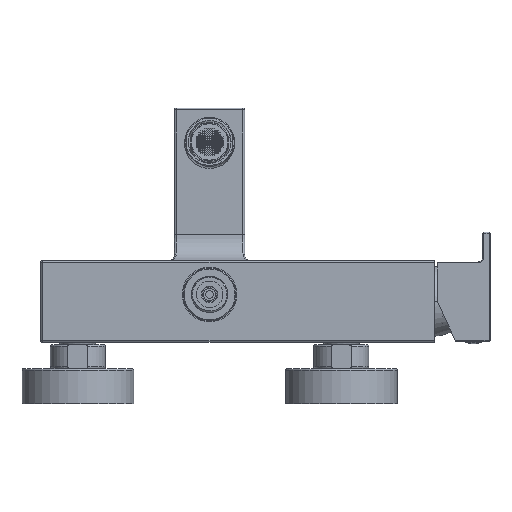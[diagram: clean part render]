
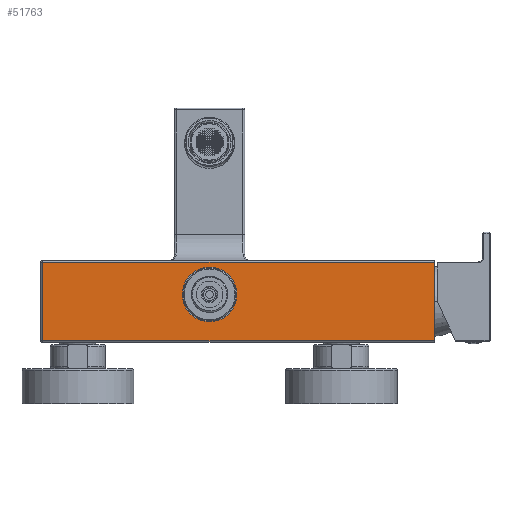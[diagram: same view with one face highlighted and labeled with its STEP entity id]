
A CAD part, front view. The second image highlights one B-rep face of the part: STEP entity #51763.
In plain terms, the highlighted planar face has unit normal (0, -1, 0).
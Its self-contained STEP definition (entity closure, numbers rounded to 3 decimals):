
#9194=DIRECTION('',(1.,0.,0.));
#9195=VECTOR('',#9194,223.);
#9196=CARTESIAN_POINT('',(-95.,-23.25,-22.25));
#9197=LINE('',#9196,#9195);
#9198=DIRECTION('',(0.,0.,-1.));
#9199=VECTOR('',#9198,44.5);
#9200=CARTESIAN_POINT('',(-95.,-23.25,22.25));
#9201=LINE('',#9200,#9199);
#9202=DIRECTION('',(-1.,0.,0.));
#9203=VECTOR('',#9202,223.);
#9204=CARTESIAN_POINT('',(128.,-23.25,22.25));
#9205=LINE('',#9204,#9203);
#9206=DIRECTION('',(0.,0.,-1.));
#9207=VECTOR('',#9206,44.5);
#9208=CARTESIAN_POINT('',(128.,-23.25,22.25));
#9209=LINE('',#9208,#9207);
#9210=CARTESIAN_POINT('',(0.,-23.25,4.));
#9211=DIRECTION('',(0.,-1.,0.));
#9212=DIRECTION('',(-1.,0.,0.));
#9213=AXIS2_PLACEMENT_3D('',#9210,#9211,#9212);
#9215=CARTESIAN_POINT('',(0.,-23.25,4.));
#9216=DIRECTION('',(0.,-1.,0.));
#9217=DIRECTION('',(1.,0.,0.));
#9218=AXIS2_PLACEMENT_3D('',#9215,#9216,#9217);
#37161=CARTESIAN_POINT('',(-15.5,-23.25,4.));
#37162=CARTESIAN_POINT('',(15.5,-23.25,4.));
#37163=VERTEX_POINT('',#37161);
#37164=VERTEX_POINT('',#37162);
#37343=CARTESIAN_POINT('',(-95.,-23.25,22.25));
#37344=CARTESIAN_POINT('',(-95.,-23.25,-22.25));
#37345=VERTEX_POINT('',#37343);
#37346=VERTEX_POINT('',#37344);
#37363=CARTESIAN_POINT('',(128.,-23.25,22.25));
#37364=CARTESIAN_POINT('',(128.,-23.25,-22.25));
#37365=VERTEX_POINT('',#37363);
#37366=VERTEX_POINT('',#37364);
#51744=CARTESIAN_POINT('',(-96.,-23.25,23.25));
#51745=DIRECTION('',(0.,-1.,0.));
#51746=DIRECTION('',(0.,0.,-1.));
#51747=AXIS2_PLACEMENT_3D('',#51744,#51745,#51746);
#51748=PLANE('',#51747);
#51750=ORIENTED_EDGE('',*,*,#51749,.F.);
#51752=ORIENTED_EDGE('',*,*,#51751,.F.);
#51753=ORIENTED_EDGE('',*,*,#51730,.F.);
#51754=ORIENTED_EDGE('',*,*,#51253,.T.);
#51755=EDGE_LOOP('',(#51750,#51752,#51753,#51754));
#51756=FACE_OUTER_BOUND('',#51755,.F.);
#51758=ORIENTED_EDGE('',*,*,#51757,.T.);
#51760=ORIENTED_EDGE('',*,*,#51759,.T.);
#51761=EDGE_LOOP('',(#51758,#51760));
#51762=FACE_BOUND('',#51761,.F.);
#51763=ADVANCED_FACE('',(#51756,#51762),#51748,.T.);
#9214=CIRCLE('',#9213,15.5);
#9219=CIRCLE('',#9218,15.5);
#51253=EDGE_CURVE('',#37365,#37366,#9209,.T.);
#51730=EDGE_CURVE('',#37365,#37345,#9205,.T.);
#51749=EDGE_CURVE('',#37346,#37366,#9197,.T.);
#51751=EDGE_CURVE('',#37345,#37346,#9201,.T.);
#51757=EDGE_CURVE('',#37163,#37164,#9214,.T.);
#51759=EDGE_CURVE('',#37164,#37163,#9219,.T.);
